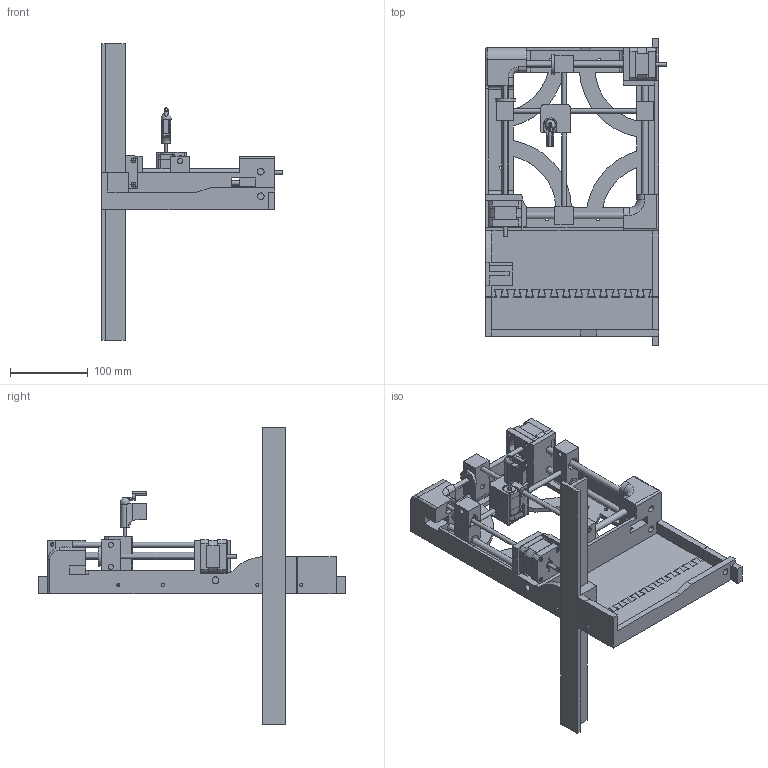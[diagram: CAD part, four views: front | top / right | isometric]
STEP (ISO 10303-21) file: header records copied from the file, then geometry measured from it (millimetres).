
FILE_DESCRIPTION(/* description */ (''),/* implementation_level */ '2;1');
FILE_NAME(/* name */ 'carridgedesignv24_FRAME DESIGN v14.step',/* time_stamp */ '2023-01-19T09:27:49+01:00',/* author */ (''),/* organization */ (''),/* preprocessor_version */ 'ST-DEVELOPER v19.2',/* originating_system */ 'Autodesk Translation Framework v11.17.0.187',/* authorisation */ '');
FILE_SCHEMA (('AUTOMOTIVE_DESIGN { 1 0 10303 214 3 1 1 }'));
Length unit declared in the file: millimetre
Products named in the file (17): carridgedesignv24_FRAME DESIGN; MainFrame; LSA421S14-B-UIEV-152; Component3; Component5; LSNUT; Component6; Component12; Component7; Component10; Component11; Component2; Component4; bee_artificial_v3; centerv4; NOE1; LSA201S06-B-UECB-102
Assembly tree (25 placements, depth 3):
  carridgedesignv24_FRAME DESIGN
    MainFrame
      LSA421S14-B-UIEV-152  x2
      Component2
      Component3
      Component4
      Component5
    LSNUT  x2
    Component6  x2
    Component7  x4
    Component12  x2
    Component10
    Component11
    Component2
    Component4
    bee_artificial_v3
    centerv4
      NOE1
      LSA201S06-B-UECB-102
Bounding box: 231.77 x 394 x 380 mm (x, y, z)
Volume: 1332815.1 mm3; surface area: 460019.1 mm2
Topology: 30 solids, 38 shells, 1970 faces, 5234 edges, 3405 vertices
Faces by surface type: plane 1321, cylinder 378, cone 173, torus 65, sphere 30, bspline 3
Full cylindrical faces by diameter (mm): 0.5 x12, 0.6 x6, 1.221 x2, 1.6 x6, 2.013 x4, 2.5 x8, 2.675 x8, 3 x21, 3.4 x8, 3.5 x1, 3.783 x1, 4 x12, 4.5 x8, 5 x3, 5.556 x4, 6 x10, 6.4 x10, 6.5 x1, 8.6 x25, 10 x5, 11 x2, 12.2 x2, 12.7 x2, 13.3 x2, 15 x1, 15.4 x10, 16 x1, 17 x1, 22 x2, 25.4 x2
Entity records: 48681 total; most frequent: CARTESIAN_POINT 9994, ORIENTED_EDGE 7886, DIRECTION 7520, EDGE_CURVE 3943, LINE 2838, VECTOR 2838, VERTEX_POINT 2575, AXIS2_PLACEMENT_3D 2341
